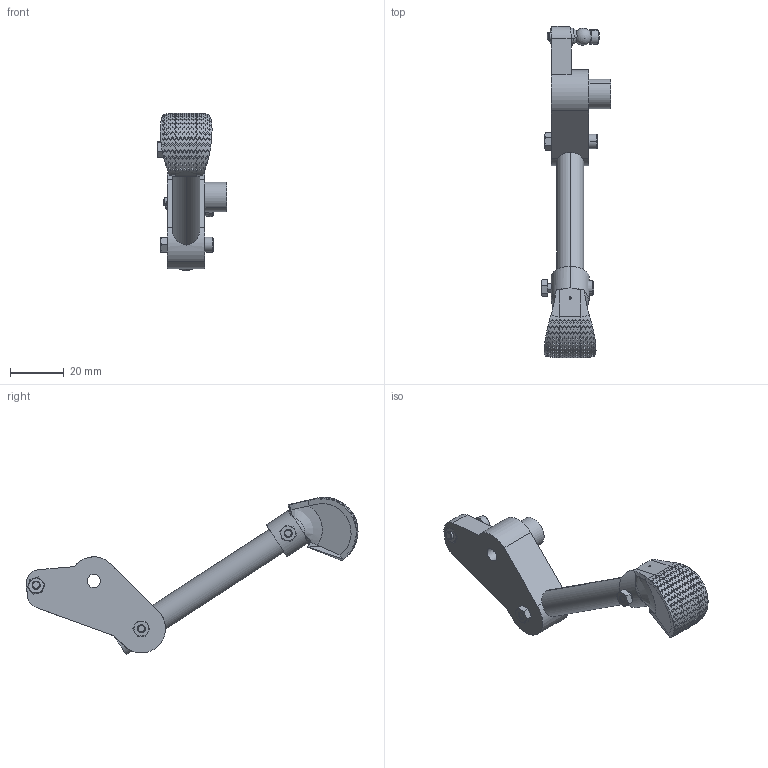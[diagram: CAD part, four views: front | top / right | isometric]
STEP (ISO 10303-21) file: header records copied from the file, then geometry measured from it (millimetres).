
FILE_DESCRIPTION (( 'STEP AP203' ), '1' );
FILE_NAME ('EE_Left_Default_sldprt.STEP', '2025-10-24T18:05:48', ( '' ), ( '' ), 'SwSTEP 2.0', 'SolidWorks 2024', '' );
FILE_SCHEMA (( 'CONFIG_CONTROL_DESIGN' ));
Length unit declared in the file: millimetre
Products named in the file (1): EE_Left_Default_sldprt
Bounding box: 25.65 x 123.39 x 58.41 mm (x, y, z)
Volume: 21482.1 mm3; surface area: 14842.5 mm2
Topology: 12 solids, 12 shells, 1110 faces, 3093 edges, 1997 vertices
Faces by surface type: plane 835, cylinder 101, cone 80, bspline 60, torus 32, sphere 2
Entity records: 38000 total; most frequent: CARTESIAN_POINT 11936, ORIENTED_EDGE 6146, DIRECTION 4465, EDGE_CURVE 3073, VERTEX_POINT 1995, VECTOR 1707, LINE 1707, AXIS2_PLACEMENT_3D 1379
